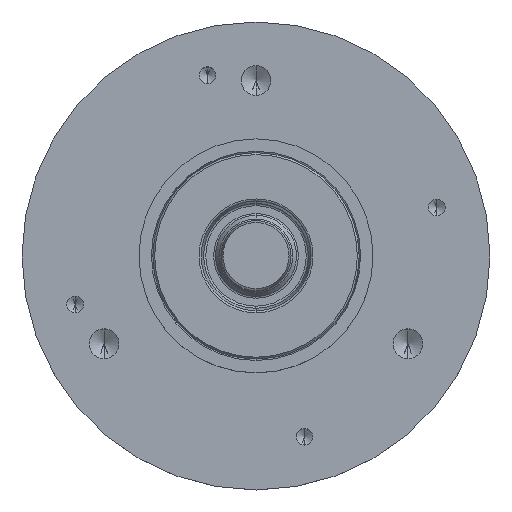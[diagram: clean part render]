
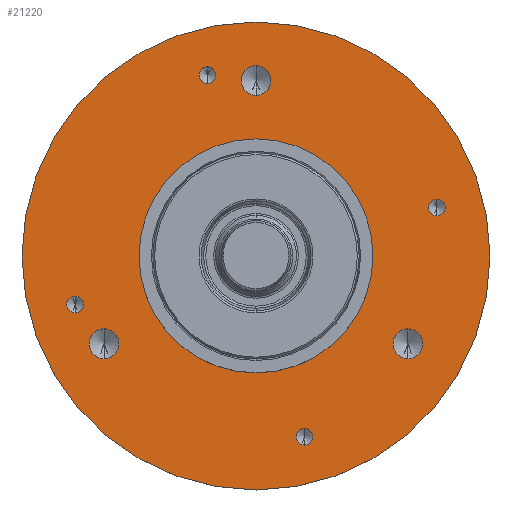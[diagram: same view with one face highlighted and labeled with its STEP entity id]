
A CAD part, top view. The second image highlights one B-rep face of the part: STEP entity #21220.
In plain terms, the highlighted planar face has unit normal (0, 0, 1).
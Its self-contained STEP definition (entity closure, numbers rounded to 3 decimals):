
#3322=CARTESIAN_POINT('',(0.,0.,22.5));
#3323=DIRECTION('',(0.,0.,1.));
#3324=DIRECTION('',(1.,0.,0.));
#3325=AXIS2_PLACEMENT_3D('',#3322,#3323,#3324);
#3336=CARTESIAN_POINT('',(0.,0.,22.5));
#3337=DIRECTION('',(0.,0.,1.));
#3338=DIRECTION('',(-1.,0.,0.));
#3339=AXIS2_PLACEMENT_3D('',#3336,#3337,#3338);
#3341=CARTESIAN_POINT('',(-24.535,-6.574,22.5));
#3342=DIRECTION('',(0.,0.,1.));
#3343=DIRECTION('',(0.,-1.,0.));
#3344=AXIS2_PLACEMENT_3D('',#3341,#3342,#3343);
#3346=CARTESIAN_POINT('',(-24.535,-6.574,22.5));
#3347=DIRECTION('',(0.,0.,1.));
#3348=DIRECTION('',(0.,1.,0.));
#3349=AXIS2_PLACEMENT_3D('',#3346,#3347,#3348);
#3351=CARTESIAN_POINT('',(-6.574,24.535,22.5));
#3352=DIRECTION('',(0.,0.,1.));
#3353=DIRECTION('',(0.,-1.,0.));
#3354=AXIS2_PLACEMENT_3D('',#3351,#3352,#3353);
#3356=CARTESIAN_POINT('',(-6.574,24.535,22.5));
#3357=DIRECTION('',(0.,0.,1.));
#3358=DIRECTION('',(0.,1.,0.));
#3359=AXIS2_PLACEMENT_3D('',#3356,#3357,#3358);
#3361=CARTESIAN_POINT('',(24.535,6.574,22.5));
#3362=DIRECTION('',(0.,0.,1.));
#3363=DIRECTION('',(0.,-1.,0.));
#3364=AXIS2_PLACEMENT_3D('',#3361,#3362,#3363);
#3366=CARTESIAN_POINT('',(24.535,6.574,22.5));
#3367=DIRECTION('',(0.,0.,1.));
#3368=DIRECTION('',(0.,1.,0.));
#3369=AXIS2_PLACEMENT_3D('',#3366,#3367,#3368);
#3371=CARTESIAN_POINT('',(6.574,-24.535,22.5));
#3372=DIRECTION('',(0.,0.,1.));
#3373=DIRECTION('',(0.,-1.,0.));
#3374=AXIS2_PLACEMENT_3D('',#3371,#3372,#3373);
#3376=CARTESIAN_POINT('',(6.574,-24.535,22.5));
#3377=DIRECTION('',(0.,0.,1.));
#3378=DIRECTION('',(0.,1.,0.));
#3379=AXIS2_PLACEMENT_3D('',#3376,#3377,#3378);
#3381=CARTESIAN_POINT('',(-20.62,-11.905,22.5));
#3382=DIRECTION('',(0.,0.,1.));
#3383=DIRECTION('',(0.,-1.,0.));
#3384=AXIS2_PLACEMENT_3D('',#3381,#3382,#3383);
#3386=CARTESIAN_POINT('',(-20.62,-11.905,22.5));
#3387=DIRECTION('',(0.,0.,1.));
#3388=DIRECTION('',(0.,1.,0.));
#3389=AXIS2_PLACEMENT_3D('',#3386,#3387,#3388);
#3391=CARTESIAN_POINT('',(0.,23.81,22.5));
#3392=DIRECTION('',(0.,0.,1.));
#3393=DIRECTION('',(0.,-1.,0.));
#3394=AXIS2_PLACEMENT_3D('',#3391,#3392,#3393);
#3396=CARTESIAN_POINT('',(0.,23.81,22.5));
#3397=DIRECTION('',(0.,0.,1.));
#3398=DIRECTION('',(0.,1.,0.));
#3399=AXIS2_PLACEMENT_3D('',#3396,#3397,#3398);
#3401=CARTESIAN_POINT('',(20.62,-11.905,22.5));
#3402=DIRECTION('',(0.,0.,1.));
#3403=DIRECTION('',(0.,-1.,0.));
#3404=AXIS2_PLACEMENT_3D('',#3401,#3402,#3403);
#3406=CARTESIAN_POINT('',(20.62,-11.905,22.5));
#3407=DIRECTION('',(0.,0.,1.));
#3408=DIRECTION('',(0.,1.,0.));
#3409=AXIS2_PLACEMENT_3D('',#3406,#3407,#3408);
#3415=CARTESIAN_POINT('',(0.,0.,22.5));
#3416=DIRECTION('',(0.,0.,1.));
#3417=DIRECTION('',(0.,1.,0.));
#3418=AXIS2_PLACEMENT_3D('',#3415,#3416,#3417);
#3434=CARTESIAN_POINT('',(0.,0.,22.5));
#3435=DIRECTION('',(0.,0.,-1.));
#3436=DIRECTION('',(0.,1.,0.));
#3437=AXIS2_PLACEMENT_3D('',#3434,#3435,#3436);
#17017=CARTESIAN_POINT('',(0.,15.875,22.5));
#17018=CARTESIAN_POINT('',(0.,-15.875,22.5));
#17019=VERTEX_POINT('',#17017);
#17020=VERTEX_POINT('',#17018);
#17029=CARTESIAN_POINT('',(31.75,0.,22.5));
#17030=CARTESIAN_POINT('',(-31.75,0.,22.5));
#17031=VERTEX_POINT('',#17029);
#17032=VERTEX_POINT('',#17030);
#17043=CARTESIAN_POINT('',(-24.535,-7.704,22.5));
#17044=CARTESIAN_POINT('',(-24.535,-5.444,22.5));
#17045=VERTEX_POINT('',#17043);
#17046=VERTEX_POINT('',#17044);
#17053=CARTESIAN_POINT('',(-6.574,23.404,22.5));
#17054=CARTESIAN_POINT('',(-6.574,25.665,22.5));
#17055=VERTEX_POINT('',#17053);
#17056=VERTEX_POINT('',#17054);
#17063=CARTESIAN_POINT('',(24.535,5.444,22.5));
#17064=CARTESIAN_POINT('',(24.535,7.704,22.5));
#17065=VERTEX_POINT('',#17063);
#17066=VERTEX_POINT('',#17064);
#17073=CARTESIAN_POINT('',(6.574,-25.665,22.5));
#17074=CARTESIAN_POINT('',(6.574,-23.404,22.5));
#17075=VERTEX_POINT('',#17073);
#17076=VERTEX_POINT('',#17074);
#17083=CARTESIAN_POINT('',(-20.62,-13.924,22.5));
#17084=CARTESIAN_POINT('',(-20.62,-9.886,22.5));
#17085=VERTEX_POINT('',#17083);
#17086=VERTEX_POINT('',#17084);
#17093=CARTESIAN_POINT('',(0.,21.791,22.5));
#17094=CARTESIAN_POINT('',(0.,25.829,22.5));
#17095=VERTEX_POINT('',#17093);
#17096=VERTEX_POINT('',#17094);
#17103=CARTESIAN_POINT('',(20.62,-13.924,22.5));
#17104=CARTESIAN_POINT('',(20.62,-9.886,22.5));
#17105=VERTEX_POINT('',#17103);
#17106=VERTEX_POINT('',#17104);
#21163=CARTESIAN_POINT('',(0.,0.,22.5));
#21164=DIRECTION('',(0.,0.,-1.));
#21165=DIRECTION('',(0.,1.,0.));
#21166=AXIS2_PLACEMENT_3D('',#21163,#21164,#21165);
#21167=PLANE('',#21166);
#21168=ORIENTED_EDGE('',*,*,#21143,.F.);
#21169=ORIENTED_EDGE('',*,*,#21157,.F.);
#21170=EDGE_LOOP('',(#21168,#21169));
#21171=FACE_OUTER_BOUND('',#21170,.F.);
#21173=ORIENTED_EDGE('',*,*,#21172,.T.);
#21175=ORIENTED_EDGE('',*,*,#21174,.F.);
#21176=EDGE_LOOP('',(#21173,#21175));
#21177=FACE_BOUND('',#21176,.F.);
#21179=ORIENTED_EDGE('',*,*,#21178,.T.);
#21181=ORIENTED_EDGE('',*,*,#21180,.T.);
#21182=EDGE_LOOP('',(#21179,#21181));
#21183=FACE_BOUND('',#21182,.F.);
#21185=ORIENTED_EDGE('',*,*,#21184,.T.);
#21187=ORIENTED_EDGE('',*,*,#21186,.T.);
#21188=EDGE_LOOP('',(#21185,#21187));
#21189=FACE_BOUND('',#21188,.F.);
#21191=ORIENTED_EDGE('',*,*,#21190,.T.);
#21193=ORIENTED_EDGE('',*,*,#21192,.T.);
#21194=EDGE_LOOP('',(#21191,#21193));
#21195=FACE_BOUND('',#21194,.F.);
#21197=ORIENTED_EDGE('',*,*,#21196,.T.);
#21199=ORIENTED_EDGE('',*,*,#21198,.T.);
#21200=EDGE_LOOP('',(#21197,#21199));
#21201=FACE_BOUND('',#21200,.F.);
#21203=ORIENTED_EDGE('',*,*,#21202,.T.);
#21205=ORIENTED_EDGE('',*,*,#21204,.T.);
#21206=EDGE_LOOP('',(#21203,#21205));
#21207=FACE_BOUND('',#21206,.F.);
#21209=ORIENTED_EDGE('',*,*,#21208,.T.);
#21211=ORIENTED_EDGE('',*,*,#21210,.T.);
#21212=EDGE_LOOP('',(#21209,#21211));
#21213=FACE_BOUND('',#21212,.F.);
#21215=ORIENTED_EDGE('',*,*,#21214,.T.);
#21217=ORIENTED_EDGE('',*,*,#21216,.T.);
#21218=EDGE_LOOP('',(#21215,#21217));
#21219=FACE_BOUND('',#21218,.F.);
#3326=CIRCLE('',#3325,31.75);
#3340=CIRCLE('',#3339,31.75);
#3345=CIRCLE('',#3344,1.13);
#3350=CIRCLE('',#3349,1.13);
#3355=CIRCLE('',#3354,1.13);
#3360=CIRCLE('',#3359,1.13);
#3365=CIRCLE('',#3364,1.13);
#3370=CIRCLE('',#3369,1.13);
#3375=CIRCLE('',#3374,1.13);
#3380=CIRCLE('',#3379,1.13);
#3385=CIRCLE('',#3384,2.019);
#3390=CIRCLE('',#3389,2.019);
#3395=CIRCLE('',#3394,2.019);
#3400=CIRCLE('',#3399,2.019);
#3405=CIRCLE('',#3404,2.019);
#3410=CIRCLE('',#3409,2.019);
#3419=CIRCLE('',#3418,15.875);
#3438=CIRCLE('',#3437,15.875);
#21143=EDGE_CURVE('',#17031,#17032,#3326,.T.);
#21157=EDGE_CURVE('',#17032,#17031,#3340,.T.);
#21172=EDGE_CURVE('',#17019,#17020,#3419,.T.);
#21174=EDGE_CURVE('',#17019,#17020,#3438,.T.);
#21178=EDGE_CURVE('',#17045,#17046,#3345,.T.);
#21180=EDGE_CURVE('',#17046,#17045,#3350,.T.);
#21184=EDGE_CURVE('',#17055,#17056,#3355,.T.);
#21186=EDGE_CURVE('',#17056,#17055,#3360,.T.);
#21190=EDGE_CURVE('',#17065,#17066,#3365,.T.);
#21192=EDGE_CURVE('',#17066,#17065,#3370,.T.);
#21196=EDGE_CURVE('',#17075,#17076,#3375,.T.);
#21198=EDGE_CURVE('',#17076,#17075,#3380,.T.);
#21202=EDGE_CURVE('',#17085,#17086,#3385,.T.);
#21204=EDGE_CURVE('',#17086,#17085,#3390,.T.);
#21208=EDGE_CURVE('',#17095,#17096,#3395,.T.);
#21210=EDGE_CURVE('',#17096,#17095,#3400,.T.);
#21214=EDGE_CURVE('',#17105,#17106,#3405,.T.);
#21216=EDGE_CURVE('',#17106,#17105,#3410,.T.);
#21220=ADVANCED_FACE('',(#21171,#21177,#21183,#21189,#21195,#21201,#21207,
#21213,#21219),#21167,.F.);
